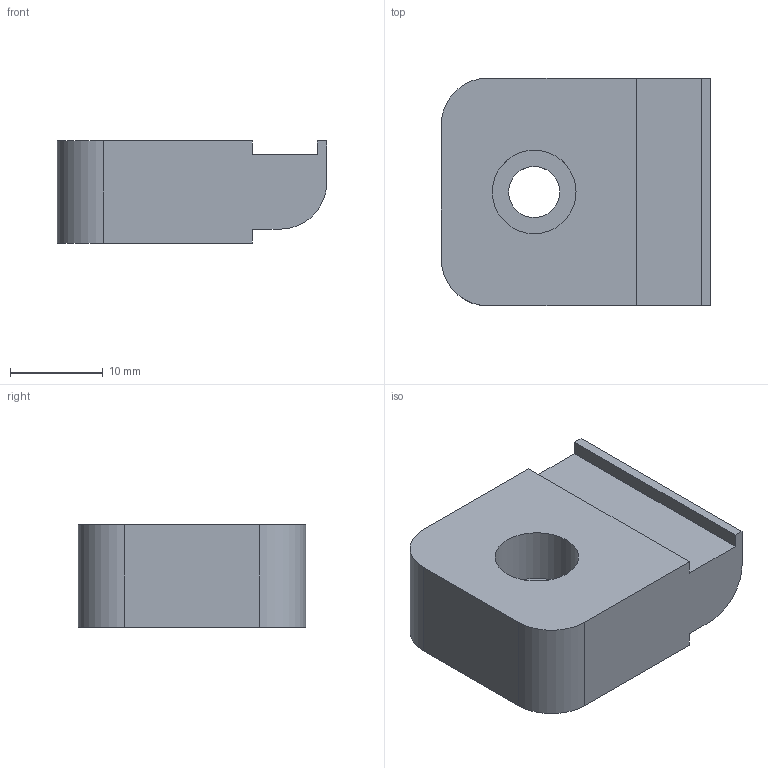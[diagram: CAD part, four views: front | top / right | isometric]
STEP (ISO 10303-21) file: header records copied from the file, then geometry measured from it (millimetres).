
FILE_DESCRIPTION(/* description */ ('Blocchetto di fissaggio rapido 29x24.5x11'),/* implementation_level */ '2;1');
FILE_NAME(/* name */ 'BFR45.stp',/* time_stamp */ '2022-06-17T12:14:27+02:00',/* author */ ('Stefan'),/* organization */ (''),/* preprocessor_version */ 'ST-DEVELOPER v18.1',/* originating_system */ 'Autodesk Inventor 2021',/* authorisation */ '');
FILE_SCHEMA (('AUTOMOTIVE_DESIGN { 1 0 10303 214 3 1 1 }'));
Length unit declared in the file: millimetre
Products named in the file (1): BFR45
Bounding box: 29 x 24.5 x 11 mm (x, y, z)
Volume: 6514.3 mm3; surface area: 2703 mm2
Topology: 1 solids, 1 shells, 18 faces, 45 edges, 30 vertices
Faces by surface type: plane 13, cylinder 5
Full cylindrical faces by diameter (mm): 5.5 x1, 9 x1
Entity records: 584 total; most frequent: CARTESIAN_POINT 94, DIRECTION 93, ORIENTED_EDGE 90, EDGE_CURVE 45, LINE 35, VECTOR 35, VERTEX_POINT 30, AXIS2_PLACEMENT_3D 29
